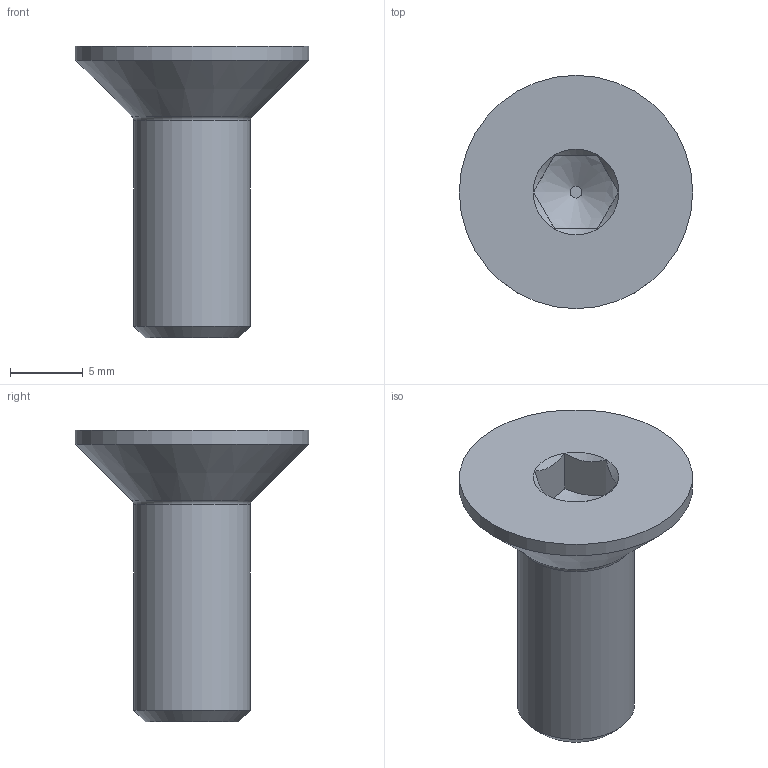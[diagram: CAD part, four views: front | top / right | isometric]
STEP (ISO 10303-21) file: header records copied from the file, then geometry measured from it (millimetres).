
FILE_DESCRIPTION(('FreeCAD Model'),'2;1');
FILE_NAME('Open CASCADE Shape Model','2025-10-29T22:36:04',('Author'),( ''),'Open CASCADE STEP processor 7.8','FreeCAD','Unknown');
FILE_SCHEMA(('AUTOMOTIVE_DESIGN { 1 0 10303 214 1 1 1 1 }'));
Length unit declared in the file: millimetre
Products named in the file (1): M8x20-Screw
Bounding box: 16 x 16 x 20 mm (x, y, z)
Volume: 1328.8 mm3; surface area: 933.6 mm2
Topology: 1 solids, 1 shells, 16 faces, 33 edges, 20 vertices
Faces by surface type: plane 9, cone 4, cylinder 2, torus 1
Full cylindrical faces by diameter (mm): 8 x1, 16 x1
Entity records: 452 total; most frequent: DIRECTION 88, CARTESIAN_POINT 70, ORIENTED_EDGE 66, AXIS2_PLACEMENT_3D 38, EDGE_CURVE 33, VERTEX_POINT 20, FACE_BOUND 17, EDGE_LOOP 17
